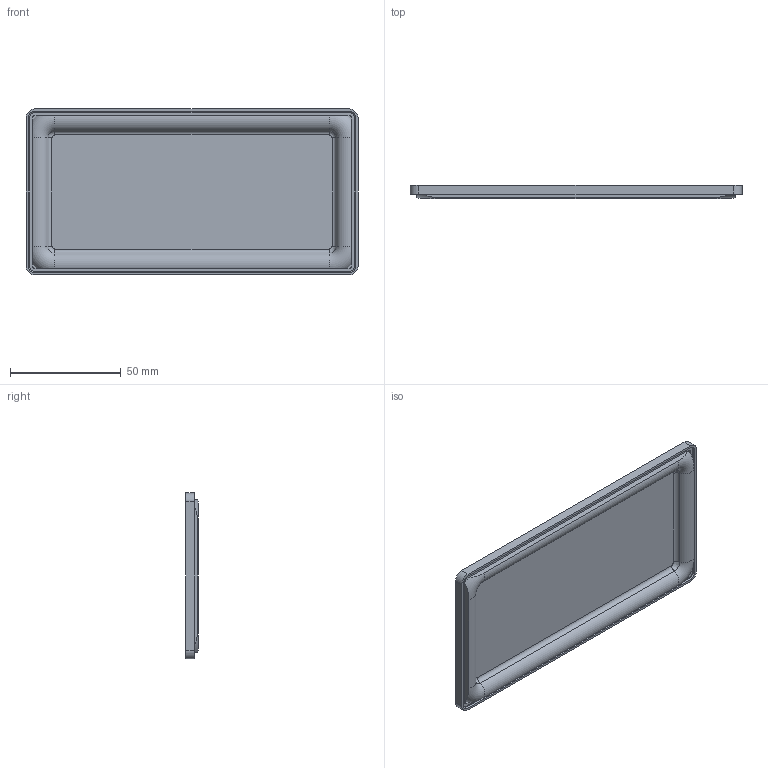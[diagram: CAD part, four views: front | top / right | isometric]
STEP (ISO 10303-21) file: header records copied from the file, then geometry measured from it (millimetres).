
FILE_DESCRIPTION(/* description */ (''),/* implementation_level */ '2;1');
FILE_NAME(/* name */ 'clampShellTop.step',/* time_stamp */ '2025-06-14T21:27:57-05:00',/* author */ (''),/* organization */ (''),/* preprocessor_version */ 'ST-DEVELOPER v20.1',/* originating_system */ 'Autodesk Translation Framework v14.10.0.0',/* authorisation */ '');
FILE_SCHEMA (('AUTOMOTIVE_DESIGN { 1 0 10303 214 3 1 1 }'));
Length unit declared in the file: millimetre
Products named in the file (1): FusionComponent
Bounding box: 150 x 5.79 x 75 mm (x, y, z)
Volume: 21697.9 mm3; surface area: 27830 mm2
Topology: 1 solids, 1 shells, 77 faces, 184 edges, 112 vertices
Faces by surface type: plane 33, cylinder 28, torus 8, cone 4, bspline 4
Entity records: 2323 total; most frequent: CARTESIAN_POINT 478, DIRECTION 400, ORIENTED_EDGE 368, EDGE_CURVE 184, AXIS2_PLACEMENT_3D 150, VERTEX_POINT 112, LINE 100, VECTOR 100
